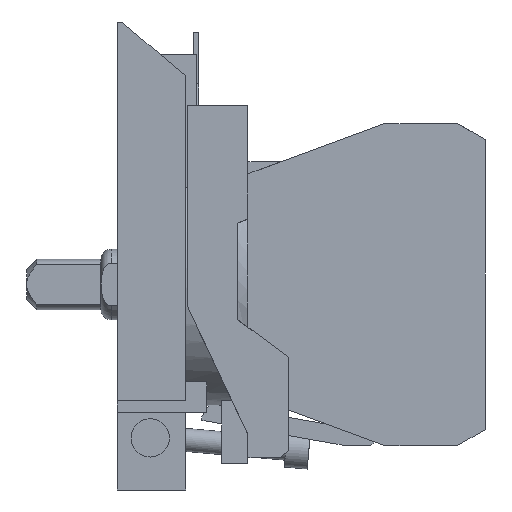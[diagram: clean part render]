
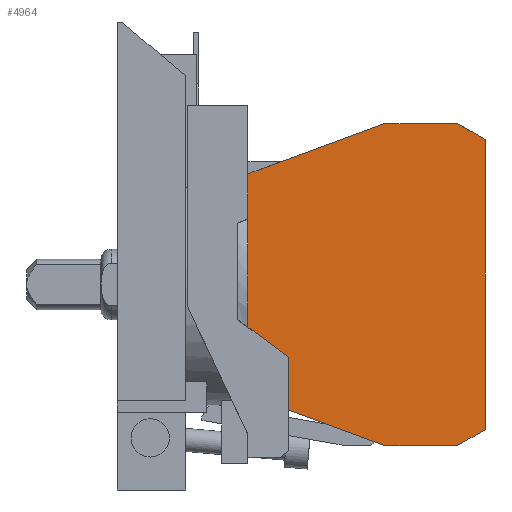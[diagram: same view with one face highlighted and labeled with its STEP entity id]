
A CAD part, front view. The second image highlights one B-rep face of the part: STEP entity #4964.
In plain terms, the highlighted planar face has unit normal (0, -1, 0).
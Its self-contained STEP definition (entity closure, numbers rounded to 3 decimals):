
#3893=CARTESIAN_POINT('POINT4911',(13.005,-5.,
   10.998));
#3894=VERTEX_POINT('VERTEX4911',#3893);
#3901=CARTESIAN_POINT('POINT4912',(26.608,-5.,
   15.999));
#3902=VERTEX_POINT('VERTEX4912',#3901);
#3903=CARTESIAN_POINT('POS8154',(20.175,-5.,
   13.634));
#3904=DIRECTION('DIR10929',(-0.939,
   0.,-0.345));
#3905=VECTOR('VEC5379',#3904,25.4);
#3906=LINE('STRAIGHT5379',#3903,#3905);
#3907=EDGE_CURVE('EDGE7556',#3902,#3894,#3906,.T.);
#3953=CARTESIAN_POINT('POINT4916',(33.83,-5.,
   15.999));
#3954=VERTEX_POINT('VERTEX4916',#3953);
#3955=CARTESIAN_POINT('POS8160',(24.803,-5.,
   15.999));
#3956=DIRECTION('DIR10936',(1.,0.,
   0.));
#3957=VECTOR('VEC5384',#3956,25.4);
#3958=LINE('STRAIGHT5384',#3955,#3957);
#3959=EDGE_CURVE('EDGE7562',#3902,#3954,#3958,.T.);
#3977=CARTESIAN_POINT('POINT4917',(36.601,-5.,
   14.4));
#3978=VERTEX_POINT('VERTEX4917',#3977);
#3979=CARTESIAN_POINT('POS8162',(31.831,-5.,
   17.154));
#3980=DIRECTION('DIR10939',(-0.866,0.
   ,0.5));
#3981=VECTOR('VEC5385',#3980,25.4);
#3982=LINE('STRAIGHT5385',#3979,#3981);
#3983=EDGE_CURVE('EDGE7564',#3978,#3954,#3982,.T.);
#4016=CARTESIAN_POINT('POINT4919',(36.601,-5.,
   -14.4));
#4017=VERTEX_POINT('VERTEX4919',#4016);
#4033=CARTESIAN_POINT('POS8168',(36.601,-5.,
   0.));
#4034=DIRECTION('DIR10946',(0.,
   0.,-1.));
#4035=VECTOR('VEC5390',#4034,25.4);
#4036=LINE('STRAIGHT5390',#4033,#4035);
#4037=EDGE_CURVE('EDGE7569',#3978,#4017,#4036,.T.);
#4047=CARTESIAN_POINT('POINT4921',(33.83,-5.,
   -15.999));
#4048=VERTEX_POINT('VERTEX4921',#4047);
#4049=CARTESIAN_POINT('POS8170',(31.831,-5.,
   -17.154));
#4050=DIRECTION('DIR10949',(0.866,0.,
   0.5));
#4051=VECTOR('VEC5391',#4050,25.4);
#4052=LINE('STRAIGHT5391',#4049,#4051);
#4053=EDGE_CURVE('EDGE7570',#4048,#4017,#4052,.T.);
#4078=CARTESIAN_POINT('POINT4923',(26.608,-5.,
   -15.999));
#4079=VERTEX_POINT('VERTEX4923',#4078);
#4095=CARTESIAN_POINT('POS8176',(24.803,-5.,
   -15.999));
#4096=DIRECTION('DIR10956',(1.,0.,
   0.));
#4097=VECTOR('VEC5396',#4096,25.4);
#4098=LINE('STRAIGHT5396',#4095,#4097);
#4099=EDGE_CURVE('EDGE7575',#4079,#4048,#4098,.T.);
#4109=CARTESIAN_POINT('POINT4925',(17.005,-5.,
   -12.469));
#4110=VERTEX_POINT('VERTEX4925',#4109);
#4126=CARTESIAN_POINT('POS8180',(20.175,-5.,
   -13.634));
#4127=DIRECTION('DIR10961',(0.939,0.
   ,-0.345));
#4128=VECTOR('VEC5399',#4127,25.4);
#4129=LINE('STRAIGHT5399',#4126,#4128);
#4130=EDGE_CURVE('EDGE7578',#4110,#4079,#4129,.T.);
#4401=CARTESIAN_POINT('POINT4946',(17.005,-5.,
   -9.798));
#4402=VERTEX_POINT('VERTEX4946',#4401);
#4403=CARTESIAN_POINT('POS8203',(17.005,-5.,
   -3.61));
#4404=DIRECTION('DIR10996',(0.,0.,-1.));
#4405=VECTOR('VEC5410',#4404,25.4);
#4406=LINE('STRAIGHT5410',#4403,#4405);
#4407=EDGE_CURVE('EDGE7605',#4402,#4110,#4406,.T.);
#4492=CARTESIAN_POINT('POINT4951',(13.005,-5.,
   9.798));
#4493=VERTEX_POINT('VERTEX4951',#4492);
#4496=CARTESIAN_POINT('POS8209',(13.005,-5.,
   0.));
#4497=DIRECTION('DIR11005',(0.,0.,
   1.));
#4498=VECTOR('VEC5413',#4497,25.4);
#4499=LINE('STRAIGHT5413',#4496,#4498);
#4500=EDGE_CURVE('EDGE7615',#4493,#3894,#4499,.T.);
#4938=ORIENTED_EDGE('COEDGE15265',*,*,#4407,.T.);
#4939=ORIENTED_EDGE('COEDGE15266',*,*,#4130,.T.);
#4940=ORIENTED_EDGE('COEDGE15267',*,*,#4099,.T.);
#4941=ORIENTED_EDGE('COEDGE15268',*,*,#4053,.T.);
#4942=ORIENTED_EDGE('COEDGE15269',*,*,#4037,.F.);
#4943=ORIENTED_EDGE('COEDGE15270',*,*,#3983,.T.);
#4944=ORIENTED_EDGE('COEDGE15271',*,*,#3959,.F.);
#4945=ORIENTED_EDGE('COEDGE15272',*,*,#3907,.T.);
#4946=ORIENTED_EDGE('COEDGE15273',*,*,#4500,.F.);
#4947=CARTESIAN_POINT('POINT4976',(13.005,-5.,
   -9.798));
#4948=VERTEX_POINT('VERTEX4976',#4947);
#4949=EDGE_CURVE('EDGE7658',#4948,#4493,#4499,.T.);
#4950=ORIENTED_EDGE('COEDGE15274',*,*,#4949,.F.);
#4951=CARTESIAN_POINT('POS8254',(8.89,-5.,
   -9.798));
#4952=DIRECTION('DIR11066',(1.,0.,
   0.));
#4953=VECTOR('VEC5442',#4952,25.4);
#4954=LINE('STRAIGHT5442',#4951,#4953);
#4955=EDGE_CURVE('EDGE7659',#4948,#4402,#4954,.T.);
#4956=ORIENTED_EDGE('COEDGE15275',*,*,#4955,.T.);
#4957=EDGE_LOOP('NONE',(#4938,#4939,#4940,#4941,#4942,#4943,#4944,#4945,
   #4946,#4950,#4956));
#4958=FACE_BOUND('LOOP1',#4957,.T.);
#4959=CARTESIAN_POINT('POS8255',(24.803,-5.,
   0.));
#4960=DIRECTION('DIR11067',(0.,1.,0.));
#4961=DIRECTION('DIR11068',(1.,0.,0.));
#4962=AXIS2_PLACEMENT_3D('AXIS2813',#4959,#4960,#4961);
#4963=PLANE('PLANE1859',#4962);
#4964=ADVANCED_FACE('FACE2814',(#4958),#4963,.F.);
